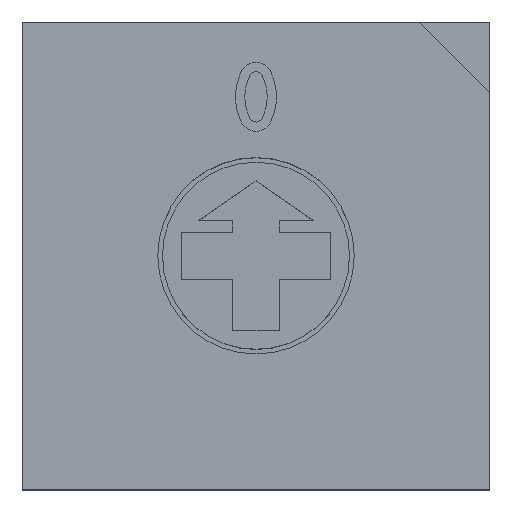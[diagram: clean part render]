
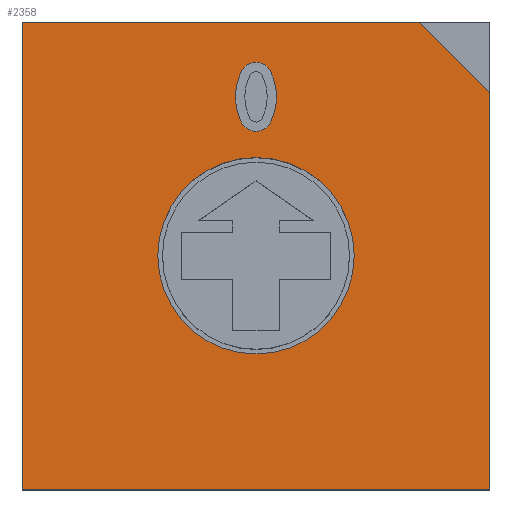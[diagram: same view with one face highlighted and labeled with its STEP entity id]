
A CAD part, top view. The second image highlights one B-rep face of the part: STEP entity #2358.
In plain terms, the highlighted planar face has unit normal (0, 0, 1).
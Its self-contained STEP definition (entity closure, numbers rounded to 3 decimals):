
#1976=CARTESIAN_POINT('',(2.1,0.,6.0));
#1977=VERTEX_POINT('',#1976);
#1986=CARTESIAN_POINT('',(-2.1,0.,6.0));
#1987=VERTEX_POINT('',#1986);
#1988=CARTESIAN_POINT('',(0.,0.,6.0));
#1989=DIRECTION('',(0.0,0.0,-1.0));
#1990=DIRECTION('',(1.0,0.0,0.0));
#1991=AXIS2_PLACEMENT_3D('',#1988,#1989,#1990);
#1992=CIRCLE('',#1991,2.1);
#1993=EDGE_CURVE('',#1987,#1977,#1992,.T.);
#2161=CARTESIAN_POINT('',(-0.292,3.984,6.0));
#2162=VERTEX_POINT('',#2161);
#2169=CARTESIAN_POINT('',(-0.292,2.816,6.0));
#2170=VERTEX_POINT('',#2169);
#2171=CARTESIAN_POINT('',(0.783,3.4,6.0));
#2172=DIRECTION('',(0.0,0.0,-1.0));
#2173=DIRECTION('',(-1.0,0.0,0.0));
#2174=AXIS2_PLACEMENT_3D('',#2171,#2172,#2173);
#2175=CIRCLE('',#2174,1.223);
#2176=EDGE_CURVE('',#2170,#2162,#2175,.T.);
#2202=CARTESIAN_POINT('',(0.291,2.815,6.0));
#2203=VERTEX_POINT('',#2202);
#2204=CARTESIAN_POINT('',(0.,3.011,6.0));
#2205=DIRECTION('',(0.0,0.0,-1.0));
#2206=DIRECTION('',(-0.002,-1.,0.0));
#2207=AXIS2_PLACEMENT_3D('',#2204,#2205,#2206);
#2208=CIRCLE('',#2207,0.351);
#2209=EDGE_CURVE('',#2203,#2170,#2208,.T.);
#2235=CARTESIAN_POINT('',(0.291,3.985,6.0));
#2236=VERTEX_POINT('',#2235);
#2237=CARTESIAN_POINT('',(-0.782,3.4,6.0));
#2238=DIRECTION('',(0.0,0.0,-1.0));
#2239=DIRECTION('',(1.0,0.0,0.0));
#2240=AXIS2_PLACEMENT_3D('',#2237,#2238,#2239);
#2241=CIRCLE('',#2240,1.222);
#2242=EDGE_CURVE('',#2236,#2203,#2241,.T.);
#2266=CARTESIAN_POINT('',(0.,3.789,6.0));
#2267=DIRECTION('',(0.0,0.0,-1.0));
#2268=DIRECTION('',(-0.002,1.,0.0));
#2269=AXIS2_PLACEMENT_3D('',#2266,#2267,#2268);
#2270=CIRCLE('',#2269,0.351);
#2271=EDGE_CURVE('',#2162,#2236,#2270,.T.);
#2295=CARTESIAN_POINT('',(0.0,0.0,6.0));
#2296=DIRECTION('',(0.0,0.0,1.0));
#2297=DIRECTION('',(0.0,-1.0,0.0));
#2298=AXIS2_PLACEMENT_3D('',#2295,#2296,#2297);
#2299=PLANE('',#2298);
#2300=CARTESIAN_POINT('',(5.,3.5,6.0));
#2301=VERTEX_POINT('',#2300);
#2302=CARTESIAN_POINT('',(3.5,5.,6.0));
#2303=VERTEX_POINT('',#2302);
#2304=CARTESIAN_POINT('',(5.,3.5,6.0));
#2305=DIRECTION('',(-0.707,0.707,0.0));
#2306=VECTOR('',#2305,2.121);
#2307=LINE('',#2304,#2306);
#2308=EDGE_CURVE('',#2301,#2303,#2307,.T.);
#2309=ORIENTED_EDGE('',*,*,#2308,.T.);
#2310=CARTESIAN_POINT('',(-5.,5.,6.0));
#2311=VERTEX_POINT('',#2310);
#2312=CARTESIAN_POINT('',(3.5,5.,6.0));
#2313=DIRECTION('',(-1.0,0.0,0.0));
#2314=VECTOR('',#2313,8.5);
#2315=LINE('',#2312,#2314);
#2316=EDGE_CURVE('',#2303,#2311,#2315,.T.);
#2317=ORIENTED_EDGE('',*,*,#2316,.T.);
#2318=CARTESIAN_POINT('',(-5.,-5.,6.0));
#2319=VERTEX_POINT('',#2318);
#2320=CARTESIAN_POINT('',(-5.,5.,6.0));
#2321=DIRECTION('',(0.0,-1.0,0.0));
#2322=VECTOR('',#2321,10.0);
#2323=LINE('',#2320,#2322);
#2324=EDGE_CURVE('',#2311,#2319,#2323,.T.);
#2325=ORIENTED_EDGE('',*,*,#2324,.T.);
#2326=CARTESIAN_POINT('',(5.,-5.,6.0));
#2327=VERTEX_POINT('',#2326);
#2328=CARTESIAN_POINT('',(-5.,-5.,6.0));
#2329=DIRECTION('',(1.0,0.0,0.0));
#2330=VECTOR('',#2329,10.0);
#2331=LINE('',#2328,#2330);
#2332=EDGE_CURVE('',#2319,#2327,#2331,.T.);
#2333=ORIENTED_EDGE('',*,*,#2332,.T.);
#2334=CARTESIAN_POINT('',(5.,-5.,6.0));
#2335=DIRECTION('',(0.0,1.0,0.0));
#2336=VECTOR('',#2335,8.5);
#2337=LINE('',#2334,#2336);
#2338=EDGE_CURVE('',#2327,#2301,#2337,.T.);
#2339=ORIENTED_EDGE('',*,*,#2338,.T.);
#2340=EDGE_LOOP('',(#2309,#2317,#2325,#2333,#2339));
#2341=FACE_OUTER_BOUND('',#2340,.T.);
#2342=CARTESIAN_POINT('',(0.,0.,6.0));
#2343=DIRECTION('',(0.0,0.0,-1.0));
#2344=DIRECTION('',(1.0,0.0,0.0));
#2345=AXIS2_PLACEMENT_3D('',#2342,#2343,#2344);
#2346=CIRCLE('',#2345,2.1);
#2347=EDGE_CURVE('',#1977,#1987,#2346,.T.);
#2348=ORIENTED_EDGE('',*,*,#2347,.T.);
#2349=ORIENTED_EDGE('',*,*,#1993,.T.);
#2350=EDGE_LOOP('',(#2348,#2349));
#2351=FACE_BOUND('',#2350,.T.);
#2352=ORIENTED_EDGE('',*,*,#2176,.T.);
#2353=ORIENTED_EDGE('',*,*,#2271,.T.);
#2354=ORIENTED_EDGE('',*,*,#2242,.T.);
#2355=ORIENTED_EDGE('',*,*,#2209,.T.);
#2356=EDGE_LOOP('',(#2352,#2353,#2354,#2355));
#2357=FACE_BOUND('',#2356,.T.);
#2358=ADVANCED_FACE('',(#2341,#2351,#2357),#2299,.T.);
